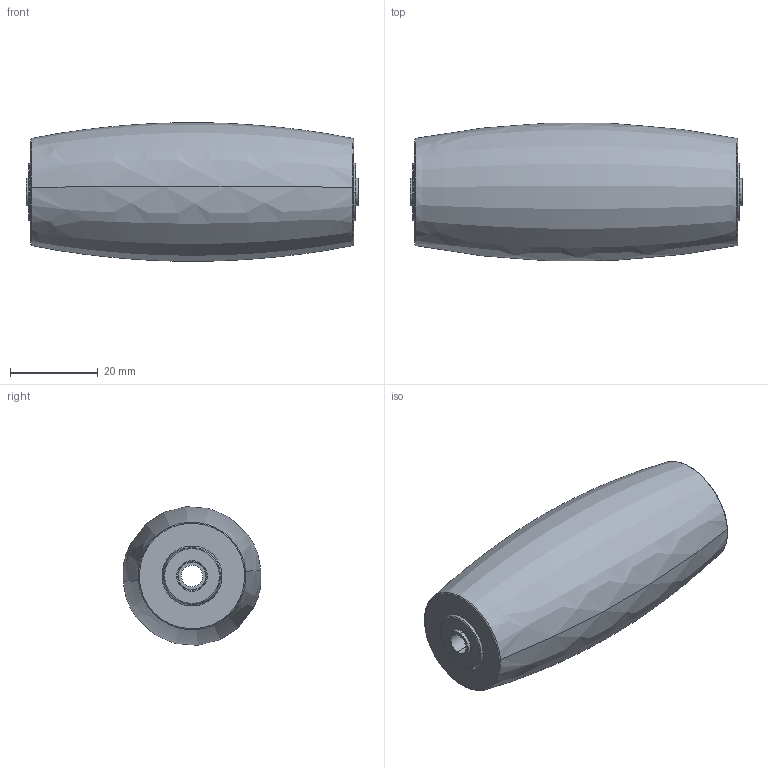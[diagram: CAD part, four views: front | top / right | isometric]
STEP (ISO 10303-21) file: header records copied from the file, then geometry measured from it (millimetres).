
FILE_DESCRIPTION (( 'STEP AP214' ), '1' );
FILE_NAME ('am-3340 8in Mecanum MK roller.STEP', '2017-02-07T16:40:52', ( '' ), ( '' ), 'SwSTEP 2.0', 'SolidWorks 2017', '' );
FILE_SCHEMA (( 'AUTOMOTIVE_DESIGN' ));
Length unit declared in the file: inch
Products named in the file (4): Axle tube; 812 roller core; 812 roller skin; am-3340 8in Mecanum MK roller
Assembly tree (3 placements, depth 2):
  am-3340 8in Mecanum MK roller
    812 roller core
    812 roller skin
    Axle tube
Bounding box: 75.79 x 31.42 x 31.64 mm (x, y, z)
Volume: 48769 mm3; surface area: 22085.2 mm2
Topology: 3 solids, 3 shells, 35 faces, 74 edges, 46 vertices
Faces by surface type: torus 18, cylinder 8, plane 7, bspline 2
Entity records: 1452 total; most frequent: CARTESIAN_POINT 467, DIRECTION 214, ORIENTED_EDGE 148, AXIS2_PLACEMENT_3D 103, EDGE_CURVE 74, CIRCLE 64, VERTEX_POINT 46, EDGE_LOOP 42
